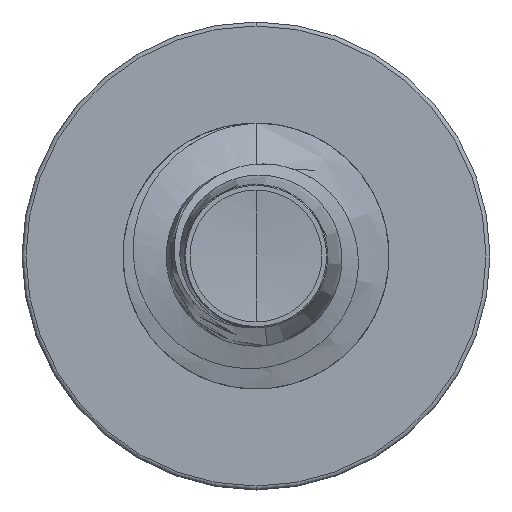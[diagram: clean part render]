
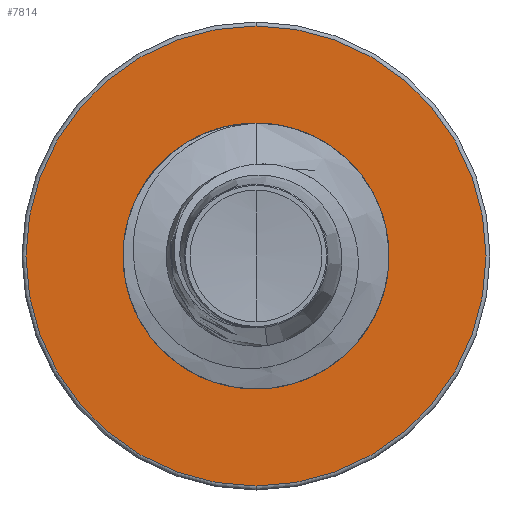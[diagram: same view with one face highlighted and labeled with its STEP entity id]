
A CAD part, front view. The second image highlights one B-rep face of the part: STEP entity #7814.
In plain terms, the highlighted planar face has unit normal (0, -1, 0).
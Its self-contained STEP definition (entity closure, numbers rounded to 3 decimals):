
#118 = CARTESIAN_POINT ( 'NONE',  ( 0., 25., 0. ) ) ;
#1043 = AXIS2_PLACEMENT_3D ( 'NONE', #118, #18688, #3341 ) ;
#3312 = AXIS2_PLACEMENT_3D ( 'NONE', #20880, #6730, #22607 ) ;
#3341 = DIRECTION ( 'NONE',  ( 0., 0., 1. ) ) ;
#4806 = AXIS2_PLACEMENT_3D ( 'NONE', #15319, #27579, #17558 ) ;
#5130 = AXIS2_PLACEMENT_3D ( 'NONE', #9890, #24378, #12505 ) ;
#6133 = CARTESIAN_POINT ( 'NONE',  ( 0., 25., -2.415 ) ) ;
#6442 = ORIENTED_EDGE ( 'NONE', *, *, #23085, .T. ) ;
#6730 = DIRECTION ( 'NONE',  ( 0., 1., 0. ) ) ;
#7735 = CIRCLE ( 'NONE', #3312, 2.415 ) ;
#7814 = ADVANCED_FACE ( 'NONE', ( #25257, #9630 ), #15819, .F. ) ;
#8675 = ORIENTED_EDGE ( 'NONE', *, *, #24020, .T. ) ;
#9630 = FACE_BOUND ( 'NONE', #22084, .T. ) ;
#9890 = CARTESIAN_POINT ( 'NONE',  ( 0., 25., 0. ) ) ;
#11842 = CARTESIAN_POINT ( 'NONE',  ( 0., 25., 4.325 ) ) ;
#11899 = CARTESIAN_POINT ( 'NONE',  ( 0., 25., -4.325 ) ) ;
#12505 = DIRECTION ( 'NONE',  ( 0., 0., 1. ) ) ;
#14445 = CARTESIAN_POINT ( 'NONE',  ( 0., 25., 2.415 ) ) ;
#14951 = CIRCLE ( 'NONE', #5130, 4.325 ) ;
#15319 = CARTESIAN_POINT ( 'NONE',  ( 0., 25., 0. ) ) ;
#15747 = DIRECTION ( 'NONE',  ( 0., 0., 1. ) ) ;
#15788 = DIRECTION ( 'NONE',  ( 0., 1., 0. ) ) ;
#15819 = PLANE ( 'NONE',  #18441 ) ;
#15919 = CARTESIAN_POINT ( 'NONE',  ( 0., 25., -2.415 ) ) ;
#17558 = DIRECTION ( 'NONE',  ( 0., 0., 1. ) ) ;
#18441 = AXIS2_PLACEMENT_3D ( 'NONE', #15919, #15788, #15747 ) ;
#18688 = DIRECTION ( 'NONE',  ( 0., 1., 0. ) ) ;
#18723 = CIRCLE ( 'NONE', #4806, 2.415 ) ;
#20880 = CARTESIAN_POINT ( 'NONE',  ( 0., 25., 0. ) ) ;
#21550 = VERTEX_POINT ( 'NONE', #11899 ) ;
#21841 = VERTEX_POINT ( 'NONE', #6133 ) ;
#22084 = EDGE_LOOP ( 'NONE', ( #6442, #8675 ) ) ;
#22552 = VERTEX_POINT ( 'NONE', #14445 ) ;
#22607 = DIRECTION ( 'NONE',  ( 0., 0., 1. ) ) ;
#22893 = EDGE_CURVE ( 'NONE', #21550, #26902, #14951, .T. ) ;
#23085 = EDGE_CURVE ( 'NONE', #22552, #21841, #18723, .T. ) ;
#24020 = EDGE_CURVE ( 'NONE', #21841, #22552, #7735, .T. ) ;
#24229 = ORIENTED_EDGE ( 'NONE', *, *, #22893, .F. ) ;
#24363 = EDGE_LOOP ( 'NONE', ( #24425, #24229 ) ) ;
#24378 = DIRECTION ( 'NONE',  ( 0., 1., 0. ) ) ;
#24425 = ORIENTED_EDGE ( 'NONE', *, *, #26306, .F. ) ;
#25257 = FACE_OUTER_BOUND ( 'NONE', #24363, .T. ) ;
#26306 = EDGE_CURVE ( 'NONE', #26902, #21550, #27805, .T. ) ;
#26902 = VERTEX_POINT ( 'NONE', #11842 ) ;
#27579 = DIRECTION ( 'NONE',  ( 0., 1., 0. ) ) ;
#27805 = CIRCLE ( 'NONE', #1043, 4.325 ) ;
